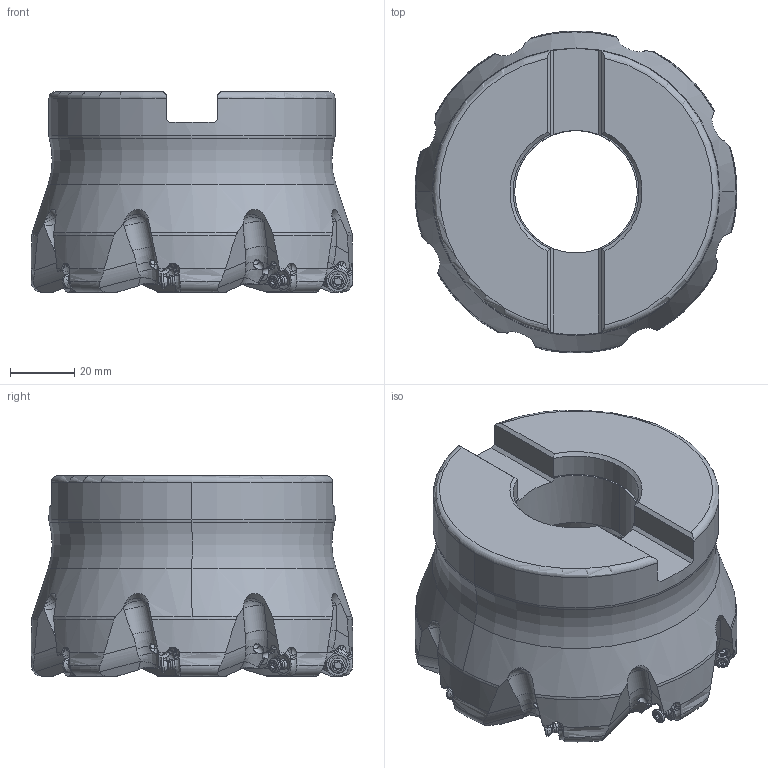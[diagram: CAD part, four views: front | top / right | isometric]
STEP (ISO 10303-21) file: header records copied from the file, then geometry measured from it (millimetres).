
FILE_DESCRIPTION(/* description */ (''),/* implementation_level */ '2;1');
FILE_NAME(/* name */ 'WWX200UR4_0008EA.stp',/* time_stamp */ '2022-11-25T16:42:46+09:00',/* author */ (''),/* organization */ (''),/* preprocessor_version */ 'ST-DEVELOPER v16',/* originating_system */ 'SIEMENS PLM Software NX 10.0',/* authorisation */ '');
FILE_SCHEMA (('AUTOMOTIVE_DESIGN { 1 0 10303 214 3 1 1 1 }'));
Products named in the file (1): WWX200UR4_0008EA_ASM
Bounding box: 100 x 100 x 62.31 mm (x, y, z)
Volume: 290732.8 mm3; surface area: 41900.1 mm2
Topology: 9 solids, 9 shells, 1028 faces, 3067 edges, 1980 vertices
Faces by surface type: cylinder 348, plane 244, sphere 128, bspline 120, cone 84, torus 56, extrusion 48
Entity records: 59677 total; most frequent: CARTESIAN_POINT 34050, ORIENTED_EDGE 5942, DIRECTION 4618, EDGE_CURVE 2971, VERTEX_POINT 1969, AXIS2_PLACEMENT_3D 1951, B_SPLINE_CURVE_WITH_KNOTS 1300, EDGE_LOOP 1054
